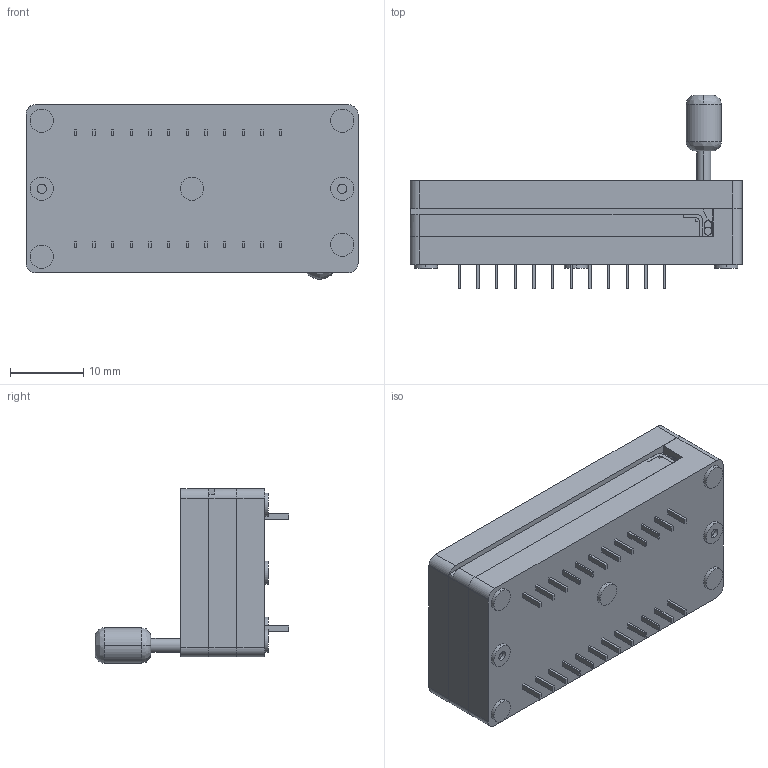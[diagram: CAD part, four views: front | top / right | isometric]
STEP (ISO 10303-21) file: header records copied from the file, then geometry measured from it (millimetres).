
FILE_DESCRIPTION (( 'STEP AP214' ), '1' );
FILE_NAME ('224-1275-00-0602J.STEP', '2020-09-15T12:42:02', ( '' ), ( '' ), 'SwSTEP 2.0', 'SolidWorks 2017', '' );
FILE_SCHEMA (( 'AUTOMOTIVE_DESIGN' ));
Length unit declared in the file: millimetre
Products named in the file (1): 224-1275-00-0602J
Bounding box: 45.21 x 26.42 x 23.75 mm (x, y, z)
Volume: 11420.5 mm3; surface area: 8389.2 mm2
Topology: 33 solids, 33 shells, 439 faces, 1059 edges, 703 vertices
Faces by surface type: plane 371, cylinder 58, bspline 6, cone 4
Entity records: 13024 total; most frequent: CARTESIAN_POINT 2304, ORIENTED_EDGE 2118, DIRECTION 2058, EDGE_CURVE 1059, VECTOR 920, LINE 920, VERTEX_POINT 703, AXIS2_PLACEMENT_3D 569
